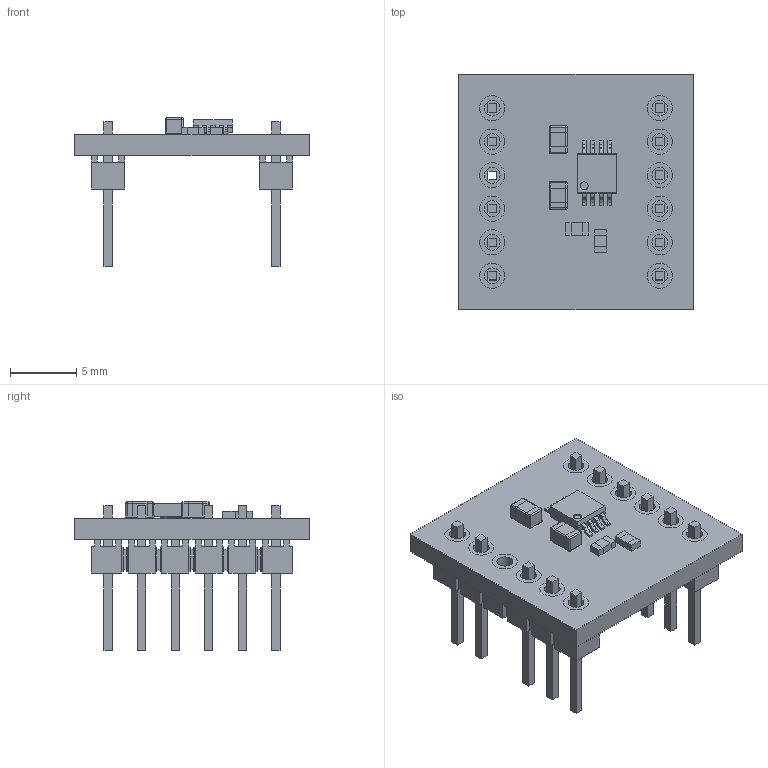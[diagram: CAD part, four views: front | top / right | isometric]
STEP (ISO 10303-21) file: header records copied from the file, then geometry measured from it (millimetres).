
FILE_DESCRIPTION(/* description */ (''),/* implementation_level */ '2;1');
FILE_NAME(/* name */ 'TEXAS_SMP-TPS7A1633-MVK.stp',/* time_stamp */ '2016-03-16T15:29:14+01:00',/* author */ ('riccim'),/* organization */ (''),/* preprocessor_version */ 'ST-DEVELOPER v15.5',/* originating_system */ 'AutoCAD Mechanical',/* authorisation */ '');
FILE_SCHEMA (('AUTOMOTIVE_DESIGN { 1 0 10303 214 3 1 1 }'));
Length unit declared in the file: millimetre
Products named in the file (1): Product
Bounding box: 17.78 x 17.78 x 11.23 mm (x, y, z)
Volume: 695.3 mm3; surface area: 1884.2 mm2
Topology: 39 solids, 39 shells, 842 faces, 2071 edges, 1314 vertices
Faces by surface type: plane 717, cylinder 109, sphere 16
Full cylindrical faces by diameter (mm): 0.6 x1, 1.2 x12, 1.9 x24
Entity records: 24158 total; most frequent: CARTESIAN_POINT 4175, ORIENTED_EDGE 4036, DIRECTION 3922, EDGE_CURVE 2018, LINE 1800, VECTOR 1800, VERTEX_POINT 1314, AXIS2_PLACEMENT_3D 1061
